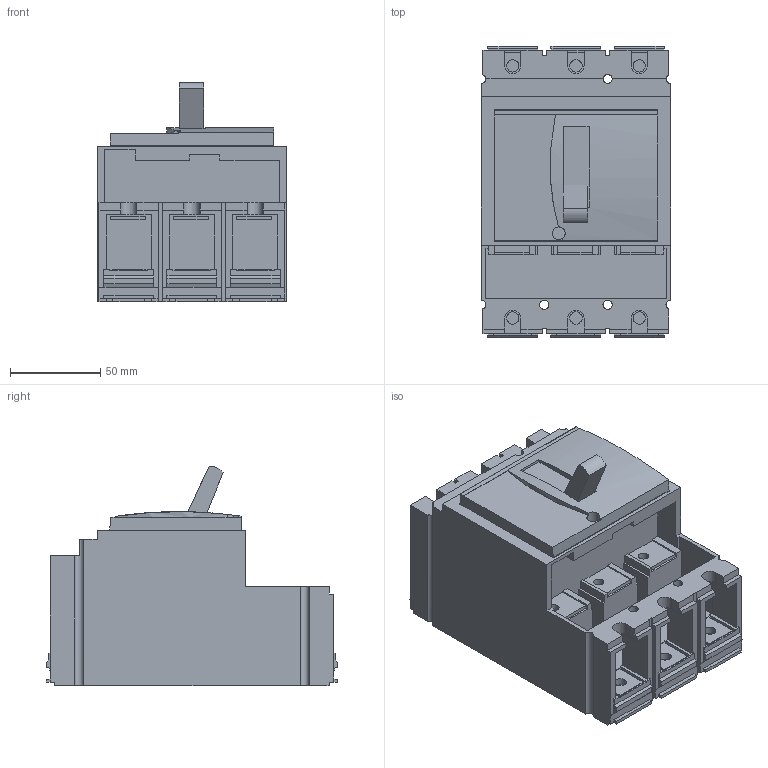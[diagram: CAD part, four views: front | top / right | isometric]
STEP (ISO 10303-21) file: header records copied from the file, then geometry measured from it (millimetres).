
FILE_DESCRIPTION((''),'2;1');
FILE_NAME('SB109705','2013-09-12T',('SESA217760'),('Schneider-Electric'),'PRO/ENGINEER BY PARAMETRIC TECHNOLOGY CORPORATION, 2011410','PRO/ENGINEER BY PARAMETRIC TECHNOLOGY CORPORATION, 2011410','');
FILE_SCHEMA(('CONFIG_CONTROL_DESIGN'));
Length unit declared in the file: millimetre
Products named in the file (1): SB109705
Bounding box: 104.73 x 161.24 x 121.3 mm (x, y, z)
Volume: 1020367.2 mm3; surface area: 113655.6 mm2
Topology: 1 solids, 1 shells, 465 faces, 1317 edges, 874 vertices
Faces by surface type: plane 417, cylinder 48
Entity records: 14945 total; most frequent: CARTESIAN_POINT 2781, ORIENTED_EDGE 2634, DIRECTION 2313, EDGE_CURVE 1317, VECTOR 1165, LINE 1165, VERTEX_POINT 874, AXIS2_PLACEMENT_3D 574
